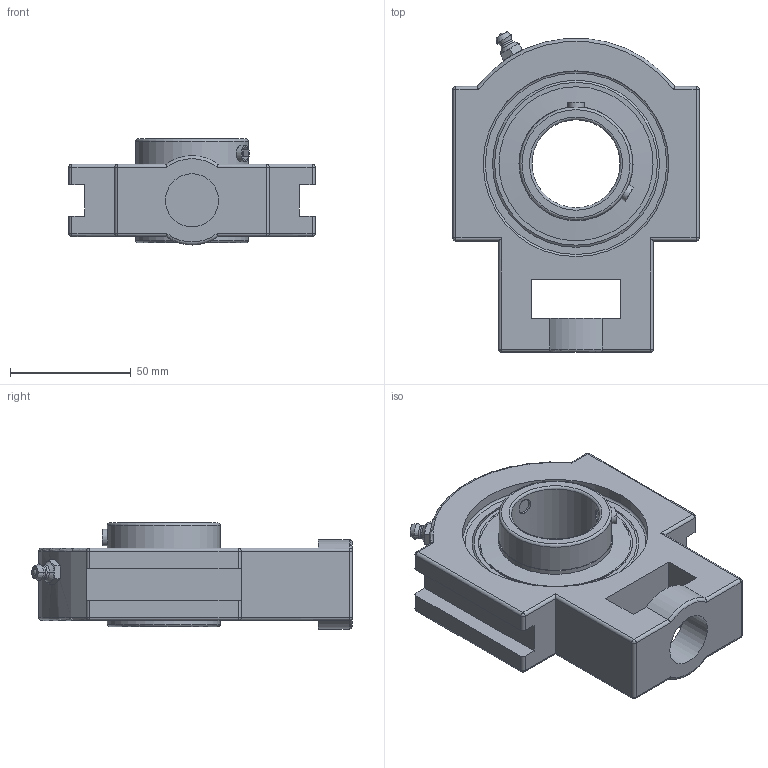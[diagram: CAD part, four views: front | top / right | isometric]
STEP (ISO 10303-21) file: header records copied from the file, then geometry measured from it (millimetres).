
FILE_DESCRIPTION(('HOOPS Exchange Step'),'2;1');
FILE_NAME('export-C8D0B04C-D836-4FED-8371-4D0AA79C0861.stp','2019-12-18T08:29:59-08:00',('ibuslach'),('Alibre'),'HOOPS Exchange 2019.2','Alibre','Unknown authorisation');
FILE_SCHEMA( ('AP242_MANAGED_MODEL_BASED_3D_ENGINEERING_MIM_LF {1 0 10303 442 1 1 4 }') );
Length unit declared in the file: centimetre
Products named in the file (7): UCP ZERK 6mm; MRN ST 207; SUC 207 SHIELD; SUC 207 SS; SUC 207-23 RACES; MRN SUC 207-23; MRN SUCT 207-23
Assembly tree (8 placements, depth 3):
  MRN SUCT 207-23
    UCP ZERK 6mm
    MRN ST 207
    MRN SUC 207-23
      SUC 207 SHIELD  x2
      SUC 207 SS  x2
      SUC 207-23 RACES
Bounding box: 102 x 132.68 x 43.9 mm (x, y, z)
Volume: 204233.8 mm3; surface area: 67769.8 mm2
Topology: 8 solids, 8 shells, 200 faces, 514 edges, 313 vertices
Faces by surface type: cylinder 70, plane 67, sphere 21, torus 20, cone 18, bspline 4
Full cylindrical faces by diameter (mm): 1.505 x2, 6 x2, 6.782 x4, 22 x1, 36.513 x1, 46.736 x4, 47.244 x2, 62.23 x2, 63.805 x2, 76.902 x2
Entity records: 8588 total; most frequent: CARTESIAN_POINT 3969, DIRECTION 995, ORIENTED_EDGE 902, EDGE_CURVE 451, AXIS2_PLACEMENT_3D 401, VERTEX_POINT 282, EDGE_LOOP 205, FACE_BOUND 205
